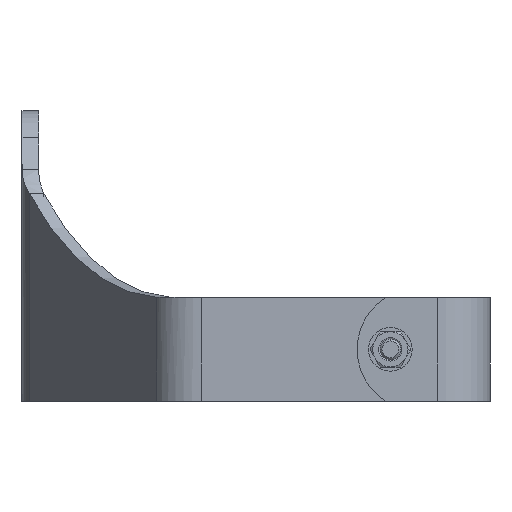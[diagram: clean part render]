
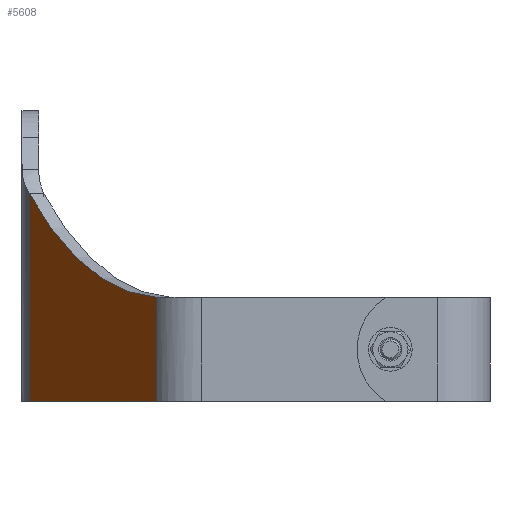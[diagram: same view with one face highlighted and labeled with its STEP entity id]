
A CAD part, left-side view. The second image highlights one B-rep face of the part: STEP entity #5608.
In plain terms, the highlighted planar face has unit normal (-0.515, 0.857, 0).
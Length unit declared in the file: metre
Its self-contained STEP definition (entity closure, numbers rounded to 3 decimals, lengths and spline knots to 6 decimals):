
#127 = VECTOR ( 'NONE', #5502, 1. ) ;
#198 = AXIS2_PLACEMENT_3D ( 'NONE', #5714, #385, #5304 ) ;
#385 = DIRECTION ( 'NONE',  ( -0.515, 0.857, 0. ) ) ;
#409 = CARTESIAN_POINT ( 'NONE',  ( -0.185149, -0.064851, -0.01991 ) ) ;
#617 = FACE_OUTER_BOUND ( 'NONE', #1293, .T. ) ;
#756 = LINE ( 'NONE', #1224, #2873 ) ;
#951 = CIRCLE ( 'NONE', #198, 0.18 ) ;
#1124 = CARTESIAN_POINT ( 'NONE',  ( -0.185149, -0.064851, -0.07 ) ) ;
#1210 = EDGE_CURVE ( 'NONE', #1649, #4653, #756, .T. ) ;
#1224 = CARTESIAN_POINT ( 'NONE',  ( -0.08328, -0.003642, 0.07 ) ) ;
#1263 = DIRECTION ( 'NONE',  ( 0.857, 0.515, 0. ) ) ;
#1293 = EDGE_LOOP ( 'NONE', ( #2965, #5073, #5688, #4822 ) ) ;
#1479 = VERTEX_POINT ( 'NONE', #409 ) ;
#1519 = DIRECTION ( 'NONE',  ( 0.515, -0.857, 0. ) ) ;
#1571 = CARTESIAN_POINT ( 'NONE',  ( -0.08328, -0.003642, 0.030037 ) ) ;
#1608 = DIRECTION ( 'NONE',  ( 0., 0., -1. ) ) ;
#1649 = VERTEX_POINT ( 'NONE', #1571 ) ;
#2496 = PLANE ( 'NONE',  #2909 ) ;
#2649 = VECTOR ( 'NONE', #1608, 1. ) ;
#2813 = LINE ( 'NONE', #3222, #127 ) ;
#2873 = VECTOR ( 'NONE', #5675, 1. ) ;
#2909 = AXIS2_PLACEMENT_3D ( 'NONE', #4263, #1519, #1263 ) ;
#2965 = ORIENTED_EDGE ( 'NONE', *, *, #5342, .F. ) ;
#3222 = CARTESIAN_POINT ( 'NONE',  ( -0.08328, -0.003642, -0.07 ) ) ;
#3865 = LINE ( 'NONE', #4243, #2649 ) ;
#4216 = EDGE_CURVE ( 'NONE', #1479, #4814, #3865, .T. ) ;
#4243 = CARTESIAN_POINT ( 'NONE',  ( -0.185149, -0.064851, 0.07 ) ) ;
#4263 = CARTESIAN_POINT ( 'NONE',  ( -0.08328, -0.003642, 0.07 ) ) ;
#4653 = VERTEX_POINT ( 'NONE', #5538 ) ;
#4814 = VERTEX_POINT ( 'NONE', #1124 ) ;
#4822 = ORIENTED_EDGE ( 'NONE', *, *, #4216, .F. ) ;
#5073 = ORIENTED_EDGE ( 'NONE', *, *, #1210, .T. ) ;
#5091 = EDGE_CURVE ( 'NONE', #4653, #4814, #2813, .T. ) ;
#5304 = DIRECTION ( 'NONE',  ( -0.857, -0.515, 0. ) ) ;
#5342 = EDGE_CURVE ( 'NONE', #1649, #1479, #951, .T. ) ;
#5502 = DIRECTION ( 'NONE',  ( -0.857, -0.515, 0. ) ) ;
#5538 = CARTESIAN_POINT ( 'NONE',  ( -0.08328, -0.003642, -0.07 ) ) ;
#5608 = ADVANCED_FACE ( 'NONE', ( #617 ), #2496, .F. ) ;
#5675 = DIRECTION ( 'NONE',  ( 0., 0., -1. ) ) ;
#5688 = ORIENTED_EDGE ( 'NONE', *, *, #5091, .T. ) ;
#5714 = CARTESIAN_POINT ( 'NONE',  ( -0.19003, -0.067784, 0.16 ) ) ;
